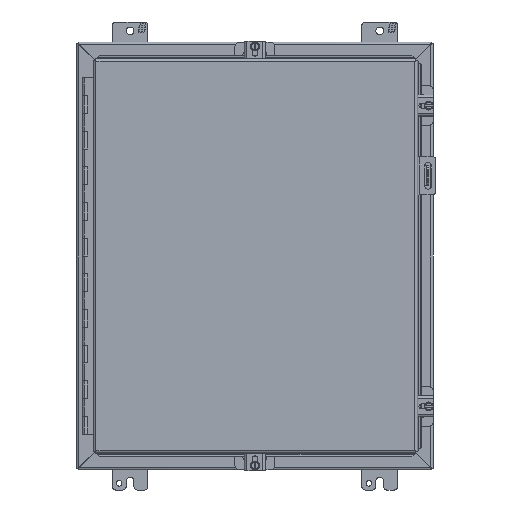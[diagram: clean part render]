
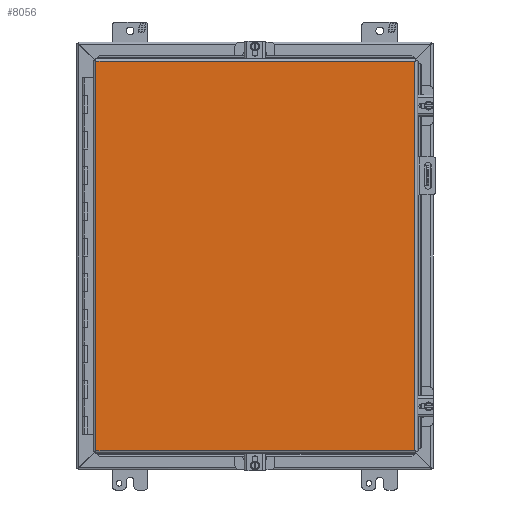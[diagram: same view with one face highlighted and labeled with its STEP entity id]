
A CAD part, front view. The second image highlights one B-rep face of the part: STEP entity #8056.
In plain terms, the highlighted planar face has unit normal (0, -1, 0).
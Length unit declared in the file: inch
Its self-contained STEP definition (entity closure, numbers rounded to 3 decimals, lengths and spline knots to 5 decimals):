
#394 = CARTESIAN_POINT ( 'NONE',  ( 8.976, -7.222, 10.9125 ) ) ;
#718 = LINE ( 'NONE', #31840, #19847 ) ;
#1290 = VECTOR ( 'NONE', #32484, 39.37008 ) ;
#1830 = ORIENTED_EDGE ( 'NONE', *, *, #18322, .F. ) ;
#1975 = VERTEX_POINT ( 'NONE', #33093 ) ;
#5016 = ORIENTED_EDGE ( 'NONE', *, *, #8224, .F. ) ;
#6955 = VERTEX_POINT ( 'NONE', #29552 ) ;
#8056 = ADVANCED_FACE ( 'NONE', ( #28262 ), #39388, .F. ) ;
#8131 = VERTEX_POINT ( 'NONE', #12559 ) ;
#8224 = EDGE_CURVE ( 'NONE', #8131, #49705, #29750, .T. ) ;
#8816 = EDGE_CURVE ( 'NONE', #49705, #6955, #34969, .T. ) ;
#11403 = ORIENTED_EDGE ( 'NONE', *, *, #11687, .F. ) ;
#11686 = CARTESIAN_POINT ( 'NONE',  ( 8.976, -7.222, -10.9125 ) ) ;
#11687 = EDGE_CURVE ( 'NONE', #1975, #8131, #13006, .T. ) ;
#12559 = CARTESIAN_POINT ( 'NONE',  ( -8.912, -7.222, 10.9125 ) ) ;
#13006 = LINE ( 'NONE', #28445, #1290 ) ;
#18322 = EDGE_CURVE ( 'NONE', #6955, #1975, #718, .T. ) ;
#19847 = VECTOR ( 'NONE', #27809, 39.37008 ) ;
#20660 = CARTESIAN_POINT ( 'NONE',  ( 9.126, -7.222, -11.0625 ) ) ;
#24964 = DIRECTION ( 'NONE',  ( 0., 1., 0. ) ) ;
#27809 = DIRECTION ( 'NONE',  ( -1., 0., 0. ) ) ;
#28262 = FACE_OUTER_BOUND ( 'NONE', #44352, .T. ) ;
#28445 = CARTESIAN_POINT ( 'NONE',  ( -8.912, -7.222, 10.9125 ) ) ;
#28746 = DIRECTION ( 'NONE',  ( -1., 0., 0. ) ) ;
#29505 = CARTESIAN_POINT ( 'NONE',  ( 8.976, -7.222, 10.9125 ) ) ;
#29552 = CARTESIAN_POINT ( 'NONE',  ( 8.976, -7.222, -10.9125 ) ) ;
#29750 = LINE ( 'NONE', #29505, #35876 ) ;
#30690 = DIRECTION ( 'NONE',  ( 0., 0., -1. ) ) ;
#31840 = CARTESIAN_POINT ( 'NONE',  ( -8.91192, -7.222, -10.9125 ) ) ;
#32484 = DIRECTION ( 'NONE',  ( 0., 0., 1. ) ) ;
#32695 = VECTOR ( 'NONE', #30690, 39.37008 ) ;
#33093 = CARTESIAN_POINT ( 'NONE',  ( -8.912, -7.222, -10.9125 ) ) ;
#34969 = LINE ( 'NONE', #11686, #32695 ) ;
#35876 = VECTOR ( 'NONE', #48981, 39.37008 ) ;
#39388 = PLANE ( 'NONE',  #46353 ) ;
#40709 = ORIENTED_EDGE ( 'NONE', *, *, #8816, .F. ) ;
#44352 = EDGE_LOOP ( 'NONE', ( #40709, #5016, #11403, #1830 ) ) ;
#46353 = AXIS2_PLACEMENT_3D ( 'NONE', #20660, #24964, #28746 ) ;
#48981 = DIRECTION ( 'NONE',  ( 1., 0., 0. ) ) ;
#49705 = VERTEX_POINT ( 'NONE', #394 ) ;
